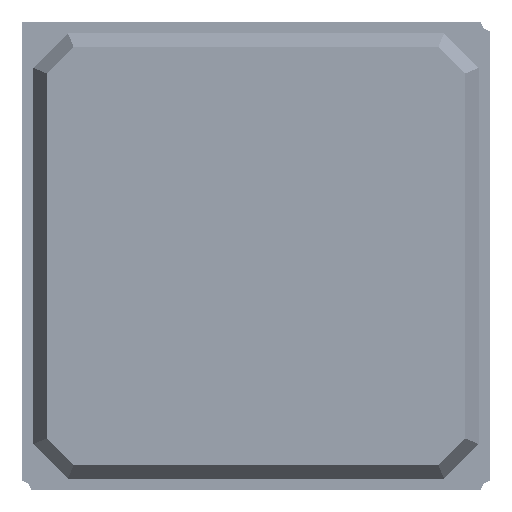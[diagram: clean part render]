
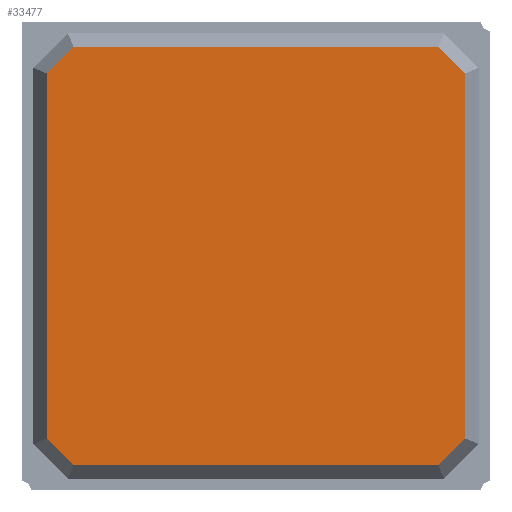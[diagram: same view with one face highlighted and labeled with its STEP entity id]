
A CAD part, top view. The second image highlights one B-rep face of the part: STEP entity #33477.
In plain terms, the highlighted planar face has unit normal (0, 0, 1).
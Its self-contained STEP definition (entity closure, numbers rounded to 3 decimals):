
#33213=CARTESIAN_POINT('',(12.071,-10.527,2.6));
#33214=VERTEX_POINT('',#33213);
#33221=CARTESIAN_POINT('',(10.527,-12.071,2.6));
#33222=VERTEX_POINT('',#33221);
#33223=CARTESIAN_POINT('',(12.071,-10.527,2.6));
#33224=DIRECTION('',(-0.707,-0.707,0.0));
#33225=VECTOR('',#33224,2.183);
#33226=LINE('',#33223,#33225);
#33227=EDGE_CURVE('',#33222,#33214,#33226,.F.);
#33252=CARTESIAN_POINT('',(-10.527,-12.071,2.6));
#33253=VERTEX_POINT('',#33252);
#33254=CARTESIAN_POINT('',(10.527,-12.071,2.6));
#33255=DIRECTION('',(-1.0,0.0,0.0));
#33256=VECTOR('',#33255,21.054);
#33257=LINE('',#33254,#33256);
#33258=EDGE_CURVE('',#33253,#33222,#33257,.F.);
#33283=CARTESIAN_POINT('',(-12.071,-10.527,2.6));
#33284=VERTEX_POINT('',#33283);
#33285=CARTESIAN_POINT('',(-10.527,-12.071,2.6));
#33286=DIRECTION('',(-0.707,0.707,0.));
#33287=VECTOR('',#33286,2.183);
#33288=LINE('',#33285,#33287);
#33289=EDGE_CURVE('',#33284,#33253,#33288,.F.);
#33314=CARTESIAN_POINT('',(-12.071,10.527,2.6));
#33315=VERTEX_POINT('',#33314);
#33316=CARTESIAN_POINT('',(-12.071,-10.527,2.6));
#33317=DIRECTION('',(0.0,1.0,0.0));
#33318=VECTOR('',#33317,21.054);
#33319=LINE('',#33316,#33318);
#33320=EDGE_CURVE('',#33315,#33284,#33319,.F.);
#33345=CARTESIAN_POINT('',(-10.527,12.071,2.6));
#33346=VERTEX_POINT('',#33345);
#33347=CARTESIAN_POINT('',(-12.071,10.527,2.6));
#33348=DIRECTION('',(0.707,0.707,0.0));
#33349=VECTOR('',#33348,2.183);
#33350=LINE('',#33347,#33349);
#33351=EDGE_CURVE('',#33346,#33315,#33350,.F.);
#33376=CARTESIAN_POINT('',(10.527,12.071,2.6));
#33377=VERTEX_POINT('',#33376);
#33378=CARTESIAN_POINT('',(-10.527,12.071,2.6));
#33379=DIRECTION('',(1.0,0.0,0.0));
#33380=VECTOR('',#33379,21.054);
#33381=LINE('',#33378,#33380);
#33382=EDGE_CURVE('',#33377,#33346,#33381,.F.);
#33407=CARTESIAN_POINT('',(12.071,10.527,2.6));
#33408=VERTEX_POINT('',#33407);
#33409=CARTESIAN_POINT('',(10.527,12.071,2.6));
#33410=DIRECTION('',(0.707,-0.707,0.));
#33411=VECTOR('',#33410,2.183);
#33412=LINE('',#33409,#33411);
#33413=EDGE_CURVE('',#33408,#33377,#33412,.F.);
#33436=CARTESIAN_POINT('',(12.071,10.527,2.6));
#33437=DIRECTION('',(0.0,-1.0,0.0));
#33438=VECTOR('',#33437,21.054);
#33439=LINE('',#33436,#33438);
#33440=EDGE_CURVE('',#33214,#33408,#33439,.F.);
#33462=CARTESIAN_POINT('',(13.5,13.5,2.6));
#33463=DIRECTION('',(0.0,0.0,-1.0));
#33464=DIRECTION('',(0.0,-1.0,0.0));
#33465=AXIS2_PLACEMENT_3D('',#33462,#33463,#33464);
#33466=PLANE('',#33465);
#33467=ORIENTED_EDGE('',*,*,#33440,.T.);
#33468=ORIENTED_EDGE('',*,*,#33413,.T.);
#33469=ORIENTED_EDGE('',*,*,#33382,.T.);
#33470=ORIENTED_EDGE('',*,*,#33351,.T.);
#33471=ORIENTED_EDGE('',*,*,#33320,.T.);
#33472=ORIENTED_EDGE('',*,*,#33289,.T.);
#33473=ORIENTED_EDGE('',*,*,#33258,.T.);
#33474=ORIENTED_EDGE('',*,*,#33227,.T.);
#33475=EDGE_LOOP('',(#33467,#33468,#33469,#33470,#33471,#33472,#33473,#33474));
#33476=FACE_OUTER_BOUND('',#33475,.T.);
#33477=ADVANCED_FACE('',(#33476),#33466,.F.);
